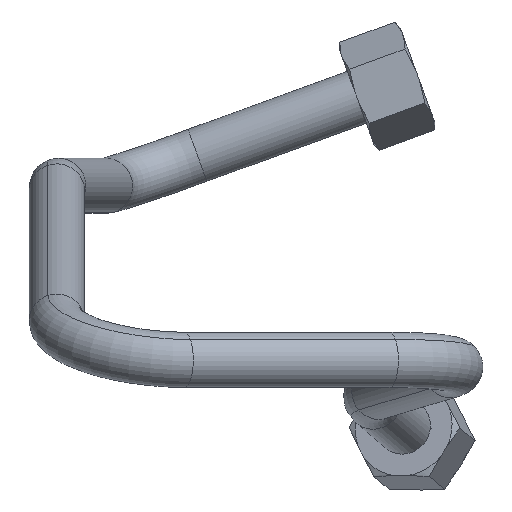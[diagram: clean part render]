
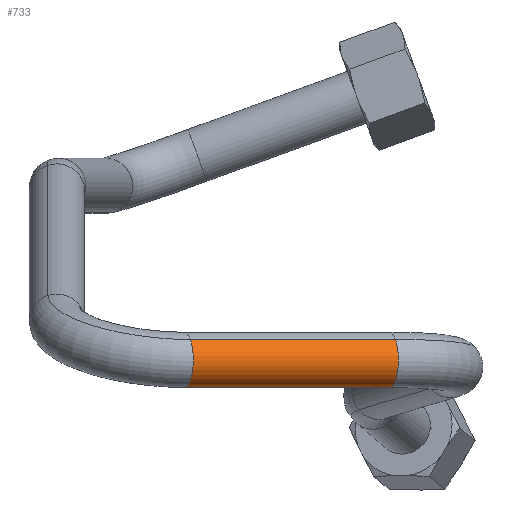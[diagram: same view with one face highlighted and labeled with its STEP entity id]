
A CAD part, left-side view. The second image highlights one B-rep face of the part: STEP entity #733.
In plain terms, the highlighted cylindrical face has radius 7.5 mm (diameter 15 mm), a partial arc.
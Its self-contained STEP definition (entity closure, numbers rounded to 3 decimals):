
#125=CARTESIAN_POINT('',(-298.072,60.91,-76.399));
#126=DIRECTION('',(0.326,-0.945,0.));
#127=DIRECTION('',(-0.64,-0.221,0.736));
#128=AXIS2_PLACEMENT_3D('',#125,#126,#127);
#130=DIRECTION('',(0.326,-0.945,0.));
#131=VECTOR('',#130,58.866);
#132=CARTESIAN_POINT('',(-302.874,59.254,-70.88));
#133=LINE('',#132,#131);
#139=DIRECTION('',(0.326,-0.945,0.));
#140=VECTOR('',#139,58.866);
#141=CARTESIAN_POINT('',(-293.271,62.566,-81.918));
#142=LINE('',#141,#140);
#153=CARTESIAN_POINT('',(-278.883,5.26,-76.399));
#154=DIRECTION('',(0.326,-0.945,0.));
#155=DIRECTION('',(-0.64,-0.221,0.736));
#156=AXIS2_PLACEMENT_3D('',#153,#154,#155);
#485=CARTESIAN_POINT('',(-302.874,59.254,-70.88));
#486=CARTESIAN_POINT('',(-293.271,62.566,-81.918));
#487=VERTEX_POINT('',#485);
#488=VERTEX_POINT('',#486);
#493=CARTESIAN_POINT('',(-283.684,3.604,-70.88));
#494=VERTEX_POINT('',#493);
#495=CARTESIAN_POINT('',(-274.082,6.915,-81.918));
#496=VERTEX_POINT('',#495);
#719=CARTESIAN_POINT('',(-298.072,60.91,-76.399));
#720=DIRECTION('',(0.326,-0.945,0.));
#721=DIRECTION('',(-0.64,-0.221,0.736));
#722=AXIS2_PLACEMENT_3D('',#719,#720,#721);
#723=CYLINDRICAL_SURFACE('',#722,7.5);
#724=ORIENTED_EDGE('',*,*,#713,.F.);
#726=ORIENTED_EDGE('',*,*,#725,.T.);
#728=ORIENTED_EDGE('',*,*,#727,.T.);
#730=ORIENTED_EDGE('',*,*,#729,.F.);
#731=EDGE_LOOP('',(#724,#726,#728,#730));
#732=FACE_OUTER_BOUND('',#731,.F.);
#733=ADVANCED_FACE('',(#732),#723,.T.);
#129=CIRCLE('',#128,7.5);
#157=CIRCLE('',#156,7.5);
#713=EDGE_CURVE('',#487,#488,#129,.T.);
#725=EDGE_CURVE('',#487,#494,#133,.T.);
#727=EDGE_CURVE('',#494,#496,#157,.T.);
#729=EDGE_CURVE('',#488,#496,#142,.T.);
